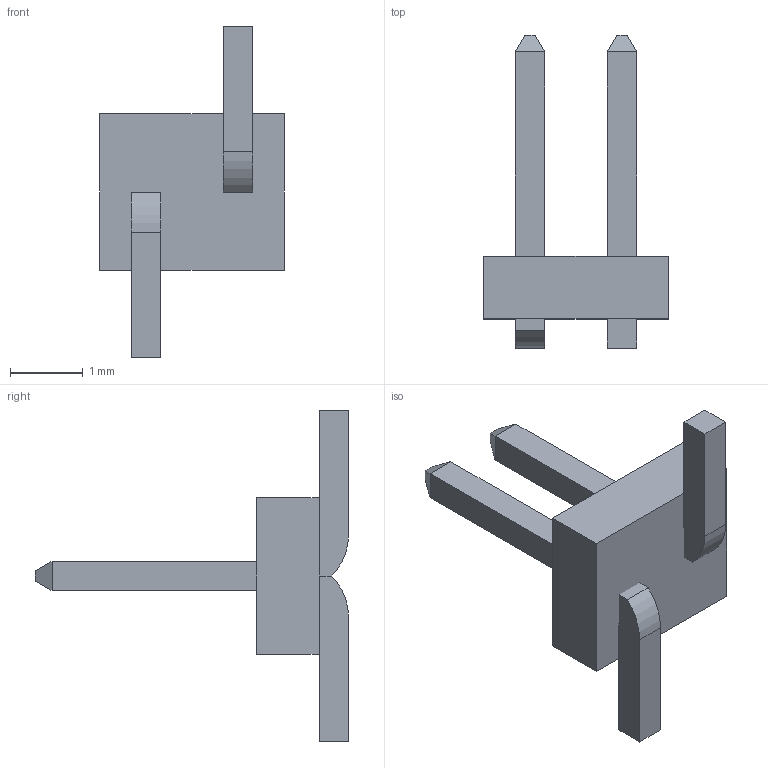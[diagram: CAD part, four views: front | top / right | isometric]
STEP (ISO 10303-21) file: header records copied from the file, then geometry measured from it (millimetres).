
FILE_DESCRIPTION(/* description */ ('STEP AP214'),/* implementation_level */ '2;1');
FILE_NAME(/* name */ 'FTS-102-01-L-SV',/* time_stamp */ '2022-09-01T17:32:19+02:00',/* author */ ('License CC BY-ND 4.0'),/* organization */ ('CADENAS'),/* preprocessor_version */ 'ST-DEVELOPER v18.102',/* originating_system */ 'PARTsolutions',/* authorisation */ ' ');
FILE_SCHEMA (('AUTOMOTIVE_DESIGN {1 0 10303 214 3 1 1}'));
Length unit declared in the file: inch
Products named in the file (4): FTS-102-01-L-SV; FTS-102-01-L-SV_pins2; FTS-102-01-L-SV_pins1; FTS-102-01-L-SV_body
Assembly tree (3 placements, depth 2):
  FTS-102-01-L-SV
    FTS-102-01-L-SV_pins2
    FTS-102-01-L-SV_pins1
    FTS-102-01-L-SV_body
Bounding box: 2.54 x 4.32 x 4.57 mm (x, y, z)
Volume: 6.9 mm3; surface area: 41.8 mm2
Topology: 3 solids, 3 shells, 42 faces, 100 edges, 64 vertices
Faces by surface type: plane 38, cylinder 4
Entity records: 1295 total; most frequent: CARTESIAN_POINT 210, DIRECTION 202, ORIENTED_EDGE 200, EDGE_CURVE 100, LINE 90, VECTOR 90, VERTEX_POINT 64, AXIS2_PLACEMENT_3D 56
